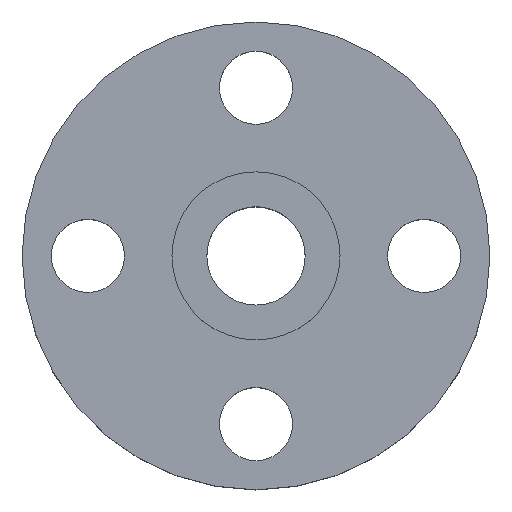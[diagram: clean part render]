
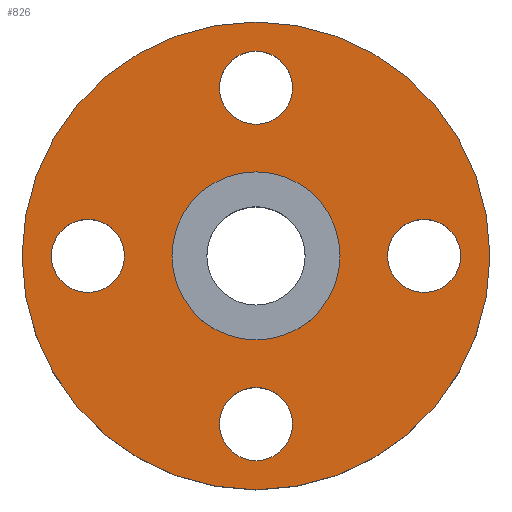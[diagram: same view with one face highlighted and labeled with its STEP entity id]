
A CAD part, top view. The second image highlights one B-rep face of the part: STEP entity #826.
In plain terms, the highlighted planar face has unit normal (0, 0, 1).
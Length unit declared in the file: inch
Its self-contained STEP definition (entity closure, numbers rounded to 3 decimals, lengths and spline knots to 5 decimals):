
#8 = DIRECTION ( 'NONE',  ( -1., 0., 0. ) ) ;
#10 = CIRCLE ( 'NONE', #853, 4. ) ;
#34 = ORIENTED_EDGE ( 'NONE', *, *, #147, .F. ) ;
#36 = CARTESIAN_POINT ( 'NONE',  ( 0., 1.4375, -0.25 ) ) ;
#42 = CARTESIAN_POINT ( 'NONE',  ( 0.625, 2.875, -0.25 ) ) ;
#46 = AXIS2_PLACEMENT_3D ( 'NONE', #851, #190, #651 ) ;
#47 = CARTESIAN_POINT ( 'NONE',  ( -2.25, 0., -0.25 ) ) ;
#54 = FACE_BOUND ( 'NONE', #682, .T. ) ;
#69 = DIRECTION ( 'NONE',  ( -1., 0., 0. ) ) ;
#71 = ORIENTED_EDGE ( 'NONE', *, *, #77, .F. ) ;
#77 = EDGE_CURVE ( 'NONE', #448, #832, #377, .T. ) ;
#81 = DIRECTION ( 'NONE',  ( 0., 0., 1. ) ) ;
#86 = AXIS2_PLACEMENT_3D ( 'NONE', #679, #81, #599 ) ;
#100 = AXIS2_PLACEMENT_3D ( 'NONE', #799, #743, #8 ) ;
#106 = CARTESIAN_POINT ( 'NONE',  ( 0., 0., -0.25 ) ) ;
#110 = VERTEX_POINT ( 'NONE', #814 ) ;
#115 = DIRECTION ( 'NONE',  ( -1., 0., 0. ) ) ;
#118 = AXIS2_PLACEMENT_3D ( 'NONE', #106, #836, #844 ) ;
#122 = DIRECTION ( 'NONE',  ( 1., 0., 0. ) ) ;
#131 = EDGE_LOOP ( 'NONE', ( #193, #34 ) ) ;
#136 = EDGE_CURVE ( 'NONE', #832, #448, #362, .T. ) ;
#140 = DIRECTION ( 'NONE',  ( 0., -1., 0. ) ) ;
#144 = DIRECTION ( 'NONE',  ( 1., 0., 0. ) ) ;
#146 = EDGE_CURVE ( 'NONE', #513, #162, #468, .T. ) ;
#147 = EDGE_CURVE ( 'NONE', #187, #409, #577, .T. ) ;
#148 = CARTESIAN_POINT ( 'NONE',  ( -3.5, 0., -0.25 ) ) ;
#149 = CIRCLE ( 'NONE', #469, 4. ) ;
#162 = VERTEX_POINT ( 'NONE', #602 ) ;
#169 = CARTESIAN_POINT ( 'NONE',  ( 0., -2.875, -0.25 ) ) ;
#171 = AXIS2_PLACEMENT_3D ( 'NONE', #768, #569, #712 ) ;
#180 = ORIENTED_EDGE ( 'NONE', *, *, #824, .T. ) ;
#184 = DIRECTION ( 'NONE',  ( 0., 1., 0. ) ) ;
#186 = CIRCLE ( 'NONE', #171, 0.625 ) ;
#187 = VERTEX_POINT ( 'NONE', #148 ) ;
#190 = DIRECTION ( 'NONE',  ( 0., 0., 1. ) ) ;
#193 = ORIENTED_EDGE ( 'NONE', *, *, #548, .F. ) ;
#198 = CARTESIAN_POINT ( 'NONE',  ( 0., 2.875, -0.25 ) ) ;
#202 = AXIS2_PLACEMENT_3D ( 'NONE', #740, #271, #144 ) ;
#238 = EDGE_CURVE ( 'NONE', #775, #401, #279, .T. ) ;
#245 = ORIENTED_EDGE ( 'NONE', *, *, #386, .F. ) ;
#257 = EDGE_LOOP ( 'NONE', ( #636, #425 ) ) ;
#271 = DIRECTION ( 'NONE',  ( 0., 0., 1. ) ) ;
#279 = CIRCLE ( 'NONE', #757, 0.625 ) ;
#318 = CIRCLE ( 'NONE', #46, 0.625 ) ;
#323 = CARTESIAN_POINT ( 'NONE',  ( -0.625, -2.875, -0.25 ) ) ;
#345 = EDGE_CURVE ( 'NONE', #600, #688, #149, .T. ) ;
#346 = VERTEX_POINT ( 'NONE', #323 ) ;
#362 = CIRCLE ( 'NONE', #380, 0.625 ) ;
#363 = AXIS2_PLACEMENT_3D ( 'NONE', #198, #539, #140 ) ;
#377 = CIRCLE ( 'NONE', #100, 0.625 ) ;
#379 = FACE_BOUND ( 'NONE', #131, .T. ) ;
#380 = AXIS2_PLACEMENT_3D ( 'NONE', #736, #662, #69 ) ;
#386 = EDGE_CURVE ( 'NONE', #162, #513, #567, .T. ) ;
#401 = VERTEX_POINT ( 'NONE', #42 ) ;
#406 = EDGE_LOOP ( 'NONE', ( #566, #245 ) ) ;
#409 = VERTEX_POINT ( 'NONE', #47 ) ;
#425 = ORIENTED_EDGE ( 'NONE', *, *, #454, .F. ) ;
#435 = DIRECTION ( 'NONE',  ( 0., 0., 1. ) ) ;
#448 = VERTEX_POINT ( 'NONE', #452 ) ;
#451 = PLANE ( 'NONE',  #486 ) ;
#452 = CARTESIAN_POINT ( 'NONE',  ( 3.5, 0., -0.25 ) ) ;
#454 = EDGE_CURVE ( 'NONE', #346, #110, #186, .T. ) ;
#455 = CARTESIAN_POINT ( 'NONE',  ( 0., 0., -0.25 ) ) ;
#468 = CIRCLE ( 'NONE', #86, 1.4375 ) ;
#469 = AXIS2_PLACEMENT_3D ( 'NONE', #637, #705, #507 ) ;
#486 = AXIS2_PLACEMENT_3D ( 'NONE', #36, #649, #115 ) ;
#504 = CARTESIAN_POINT ( 'NONE',  ( 2.25, 0., -0.25 ) ) ;
#507 = DIRECTION ( 'NONE',  ( 1., 0., 0. ) ) ;
#513 = VERTEX_POINT ( 'NONE', #794 ) ;
#521 = EDGE_CURVE ( 'NONE', #401, #775, #731, .T. ) ;
#522 = FACE_BOUND ( 'NONE', #575, .T. ) ;
#539 = DIRECTION ( 'NONE',  ( 0., 0., 1. ) ) ;
#548 = EDGE_CURVE ( 'NONE', #409, #187, #318, .T. ) ;
#553 = CARTESIAN_POINT ( 'NONE',  ( 4., 0., -0.25 ) ) ;
#566 = ORIENTED_EDGE ( 'NONE', *, *, #146, .F. ) ;
#567 = CIRCLE ( 'NONE', #118, 1.4375 ) ;
#569 = DIRECTION ( 'NONE',  ( 0., 0., 1. ) ) ;
#575 = EDGE_LOOP ( 'NONE', ( #751, #650 ) ) ;
#577 = CIRCLE ( 'NONE', #202, 0.625 ) ;
#594 = ORIENTED_EDGE ( 'NONE', *, *, #136, .F. ) ;
#598 = CARTESIAN_POINT ( 'NONE',  ( -4., 0., -0.25 ) ) ;
#599 = DIRECTION ( 'NONE',  ( 1., 0., 0. ) ) ;
#600 = VERTEX_POINT ( 'NONE', #598 ) ;
#602 = CARTESIAN_POINT ( 'NONE',  ( -1.4375, 0., -0.25 ) ) ;
#617 = CARTESIAN_POINT ( 'NONE',  ( 0., 2.875, -0.25 ) ) ;
#625 = DIRECTION ( 'NONE',  ( 0., -1., 0. ) ) ;
#632 = DIRECTION ( 'NONE',  ( 0., 0., 1. ) ) ;
#633 = ORIENTED_EDGE ( 'NONE', *, *, #345, .T. ) ;
#636 = ORIENTED_EDGE ( 'NONE', *, *, #849, .F. ) ;
#637 = CARTESIAN_POINT ( 'NONE',  ( 0., 0., -0.25 ) ) ;
#649 = DIRECTION ( 'NONE',  ( 0., 0., -1. ) ) ;
#650 = ORIENTED_EDGE ( 'NONE', *, *, #238, .F. ) ;
#651 = DIRECTION ( 'NONE',  ( 1., 0., 0. ) ) ;
#662 = DIRECTION ( 'NONE',  ( 0., 0., 1. ) ) ;
#679 = CARTESIAN_POINT ( 'NONE',  ( 0., 0., -0.25 ) ) ;
#682 = EDGE_LOOP ( 'NONE', ( #71, #594 ) ) ;
#688 = VERTEX_POINT ( 'NONE', #553 ) ;
#697 = DIRECTION ( 'NONE',  ( 0., 0., 1. ) ) ;
#701 = CIRCLE ( 'NONE', #807, 0.625 ) ;
#703 = FACE_OUTER_BOUND ( 'NONE', #822, .T. ) ;
#705 = DIRECTION ( 'NONE',  ( 0., 0., 1. ) ) ;
#712 = DIRECTION ( 'NONE',  ( 0., 1., 0. ) ) ;
#731 = CIRCLE ( 'NONE', #363, 0.625 ) ;
#736 = CARTESIAN_POINT ( 'NONE',  ( 2.875, 0., -0.25 ) ) ;
#740 = CARTESIAN_POINT ( 'NONE',  ( -2.875, 0., -0.25 ) ) ;
#743 = DIRECTION ( 'NONE',  ( 0., 0., 1. ) ) ;
#751 = ORIENTED_EDGE ( 'NONE', *, *, #521, .F. ) ;
#757 = AXIS2_PLACEMENT_3D ( 'NONE', #617, #435, #625 ) ;
#768 = CARTESIAN_POINT ( 'NONE',  ( 0., -2.875, -0.25 ) ) ;
#775 = VERTEX_POINT ( 'NONE', #828 ) ;
#776 = FACE_BOUND ( 'NONE', #406, .T. ) ;
#785 = FACE_BOUND ( 'NONE', #257, .T. ) ;
#794 = CARTESIAN_POINT ( 'NONE',  ( 1.4375, 0., -0.25 ) ) ;
#799 = CARTESIAN_POINT ( 'NONE',  ( 2.875, 0., -0.25 ) ) ;
#807 = AXIS2_PLACEMENT_3D ( 'NONE', #169, #697, #184 ) ;
#814 = CARTESIAN_POINT ( 'NONE',  ( 0.625, -2.875, -0.25 ) ) ;
#822 = EDGE_LOOP ( 'NONE', ( #180, #633 ) ) ;
#824 = EDGE_CURVE ( 'NONE', #688, #600, #10, .T. ) ;
#826 = ADVANCED_FACE ( 'NONE', ( #522, #54, #785, #379, #776, #703 ), #451, .F. ) ;
#828 = CARTESIAN_POINT ( 'NONE',  ( -0.625, 2.875, -0.25 ) ) ;
#832 = VERTEX_POINT ( 'NONE', #504 ) ;
#836 = DIRECTION ( 'NONE',  ( 0., 0., 1. ) ) ;
#844 = DIRECTION ( 'NONE',  ( 1., 0., 0. ) ) ;
#849 = EDGE_CURVE ( 'NONE', #110, #346, #701, .T. ) ;
#851 = CARTESIAN_POINT ( 'NONE',  ( -2.875, 0., -0.25 ) ) ;
#853 = AXIS2_PLACEMENT_3D ( 'NONE', #455, #632, #122 ) ;
